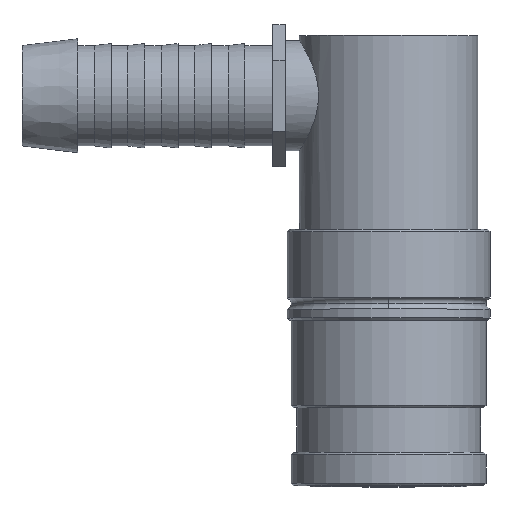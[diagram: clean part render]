
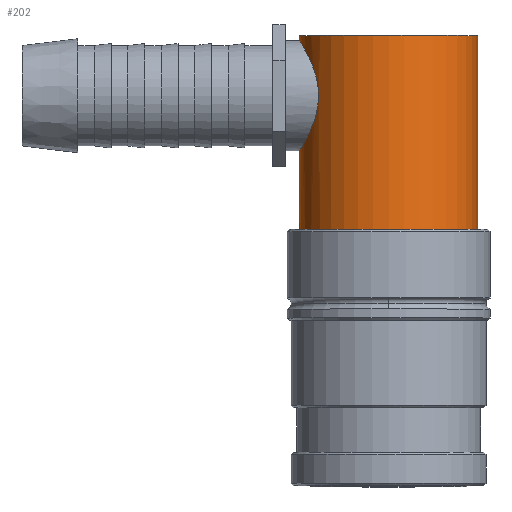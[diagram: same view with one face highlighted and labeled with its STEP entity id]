
A CAD part, top view. The second image highlights one B-rep face of the part: STEP entity #202.
In plain terms, the highlighted cylindrical face has radius 8 mm (diameter 16 mm), a partial arc.
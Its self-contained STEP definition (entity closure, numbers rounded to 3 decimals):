
#202=ADVANCED_FACE('',(#446),#447,.T.);
#446=FACE_OUTER_BOUND('',#727,.T.);
#447=CYLINDRICAL_SURFACE('',#728,8.0);
#727=EDGE_LOOP('',(#1243,#1244,#1245,#1246,#1247,#1248));
#728=AXIS2_PLACEMENT_3D('',#1249,#1250,#1251);
#1243=ORIENTED_EDGE('',*,*,#1567,.T.);
#1244=ORIENTED_EDGE('',*,*,#1759,.F.);
#1245=ORIENTED_EDGE('',*,*,#1572,.T.);
#1246=ORIENTED_EDGE('',*,*,#1755,.F.);
#1247=ORIENTED_EDGE('',*,*,#1569,.T.);
#1248=ORIENTED_EDGE('',*,*,#1729,.F.);
#1249=CARTESIAN_POINT('',(0.0,30.495,0.0));
#1250=DIRECTION('',(-0.0,1.0,0.0));
#1251=DIRECTION('',(1.0,0.0,0.0));
#1567=EDGE_CURVE('',#1837,#1838,#1839,.T.);
#1569=EDGE_CURVE('',#1842,#1840,#1843,.T.);
#1572=EDGE_CURVE('',#1848,#1846,#1849,.T.);
#1729=EDGE_CURVE('',#1837,#1840,#2099,.T.);
#1755=EDGE_CURVE('',#1842,#1846,#2130,.T.);
#1759=EDGE_CURVE('',#1848,#1838,#2134,.T.);
#1837=VERTEX_POINT('',#2221);
#1838=VERTEX_POINT('',#2222);
#1839=LINE('',#2223,#2224);
#1840=VERTEX_POINT('',#2225);
#1842=VERTEX_POINT('',#2227);
#1843=LINE('',#2228,#2229);
#1846=VERTEX_POINT('',#2249);
#1848=VERTEX_POINT('',#2268);
#1849=LINE('',#2269,#2270);
#2099=CIRCLE('',#2608,8.0);
#2130=B_SPLINE_CURVE_WITH_KNOTS('',3,(#2649,#2650,#2651,#2652,#2653,#2654,#2655,#2656,#2657,#2658,#2659,#2660,#2661,#2662,#2663,#2664,#2665,#2666,#2667,#2668,#2669,#2670,#2671,#2672,#2673,#2674,#2675,#2676,#2677,#2678,#2679,#2680,#2681,#2682),.UNSPECIFIED.,.F.,.F.,(4,2,2,2,2,2,2,2,2,2,2,2,2,2,2,2,4),(7.714,8.674,9.635,10.595,11.556,12.524,13.491,14.459,15.427,16.395,17.363,18.331,19.298,20.259,21.22,22.18,23.141),.UNSPECIFIED.);
#2134=CIRCLE('',#2687,8.0);
#2221=CARTESIAN_POINT('',(8.0,23.1,0.));
#2222=CARTESIAN_POINT('',(8.0,40.5,0.0));
#2223=CARTESIAN_POINT('',(8.0,30.495,0.));
#2224=VECTOR('',#2816,1.0);
#2225=CARTESIAN_POINT('',(-8.0,23.1,0.));
#2227=CARTESIAN_POINT('',(-8.0,30.15,0.));
#2228=CARTESIAN_POINT('',(-8.0,30.495,0.));
#2229=VECTOR('',#2820,1.0);
#2249=CARTESIAN_POINT('',(-8.0,40.05,0.));
#2268=CARTESIAN_POINT('',(-8.0,40.5,0.));
#2269=CARTESIAN_POINT('',(-8.0,30.495,0.));
#2270=VECTOR('',#2821,1.0);
#2608=AXIS2_PLACEMENT_3D('',#3071,#3072,#3073);
#2649=CARTESIAN_POINT('',(-8.0,30.15,0.));
#2650=CARTESIAN_POINT('',(-8.0,30.15,0.32));
#2651=CARTESIAN_POINT('',(-7.98,30.182,0.649));
#2652=CARTESIAN_POINT('',(-7.901,30.311,1.296));
#2653=CARTESIAN_POINT('',(-7.841,30.409,1.616));
#2654=CARTESIAN_POINT('',(-7.691,30.665,2.223));
#2655=CARTESIAN_POINT('',(-7.601,30.823,2.512));
#2656=CARTESIAN_POINT('',(-7.404,31.183,3.044));
#2657=CARTESIAN_POINT('',(-7.298,31.386,3.286));
#2658=CARTESIAN_POINT('',(-7.089,31.816,3.716));
#2659=CARTESIAN_POINT('',(-6.978,32.059,3.919));
#2660=CARTESIAN_POINT('',(-6.763,32.59,4.279));
#2661=CARTESIAN_POINT('',(-6.66,32.878,4.435));
#2662=CARTESIAN_POINT('',(-6.483,33.483,4.69));
#2663=CARTESIAN_POINT('',(-6.41,33.801,4.788));
#2664=CARTESIAN_POINT('',(-6.31,34.448,4.918));
#2665=CARTESIAN_POINT('',(-6.285,34.777,4.95));
#2666=CARTESIAN_POINT('',(-6.285,35.423,4.95));
#2667=CARTESIAN_POINT('',(-6.31,35.752,4.918));
#2668=CARTESIAN_POINT('',(-6.41,36.399,4.788));
#2669=CARTESIAN_POINT('',(-6.483,36.717,4.69));
#2670=CARTESIAN_POINT('',(-6.66,37.322,4.435));
#2671=CARTESIAN_POINT('',(-6.763,37.61,4.279));
#2672=CARTESIAN_POINT('',(-6.978,38.141,3.919));
#2673=CARTESIAN_POINT('',(-7.089,38.384,3.716));
#2674=CARTESIAN_POINT('',(-7.298,38.814,3.286));
#2675=CARTESIAN_POINT('',(-7.404,39.017,3.044));
#2676=CARTESIAN_POINT('',(-7.601,39.377,2.512));
#2677=CARTESIAN_POINT('',(-7.691,39.535,2.223));
#2678=CARTESIAN_POINT('',(-7.841,39.791,1.616));
#2679=CARTESIAN_POINT('',(-7.901,39.889,1.296));
#2680=CARTESIAN_POINT('',(-7.98,40.018,0.649));
#2681=CARTESIAN_POINT('',(-8.0,40.05,0.32));
#2682=CARTESIAN_POINT('',(-8.0,40.05,0.));
#2687=AXIS2_PLACEMENT_3D('',#3103,#3104,#3105);
#2816=DIRECTION('',(0.0,1.0,0.0));
#2820=DIRECTION('',(-0.0,-1.0,-0.0));
#2821=DIRECTION('',(-0.0,-1.0,-0.0));
#3071=CARTESIAN_POINT('',(0.0,23.1,0.0));
#3072=DIRECTION('',(0.,-1.0,-0.0));
#3073=DIRECTION('',(1.0,0.,0.0));
#3103=CARTESIAN_POINT('',(0.0,40.5,0.0));
#3104=DIRECTION('',(-0.0,1.0,0.0));
#3105=DIRECTION('',(1.0,0.0,0.0));
